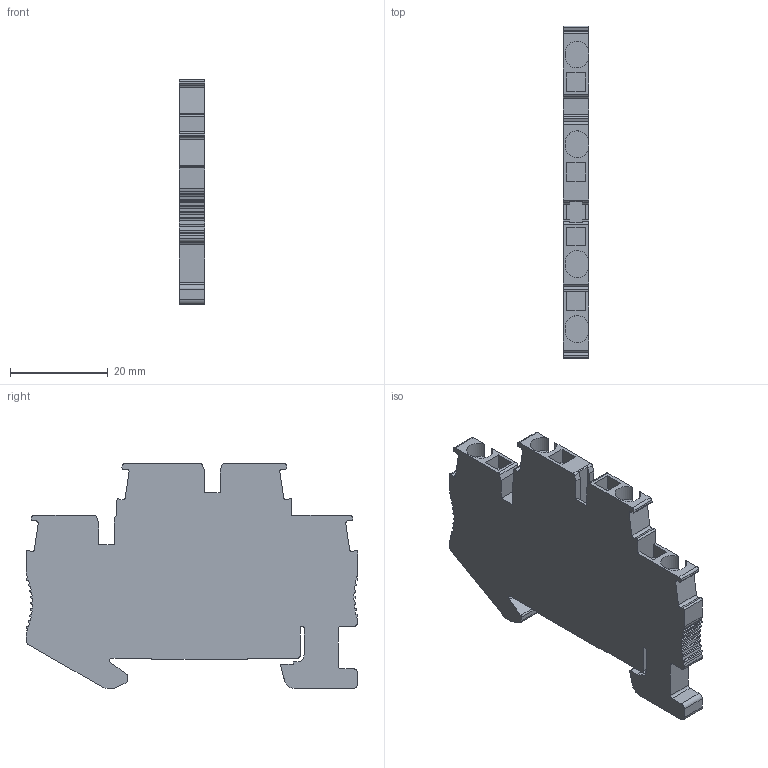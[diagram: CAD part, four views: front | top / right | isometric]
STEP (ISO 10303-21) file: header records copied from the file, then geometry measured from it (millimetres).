
FILE_DESCRIPTION(('STEP AP203'), '1');
FILE_NAME('MTS-D2.5PE_3D', '2024-10-01T10:11:46', ('砐錪賧瘔蠈錪 Windows'), (''), 'C3D Converter', 'C3D Toolkit', '');
FILE_SCHEMA(('CONFIG_CONTROL_DESIGN'));
Length unit declared in the file: millimetre
Bounding box: 5.2 x 67.91 x 46 mm (x, y, z)
Volume: 11641.7 mm3; surface area: 6790.6 mm2
Topology: 1 solids, 1 shells, 225 faces, 661 edges, 441 vertices
Faces by surface type: plane 137, cylinder 88
Entity records: 9338 total; most frequent: CARTESIAN_POINT 1328, ORIENTED_EDGE 1322, DIRECTION 1293, EDGE_CURVE 661, LINE 481, VECTOR 481, VERTEX_POINT 441, AXIS2_PLACEMENT_3D 406
